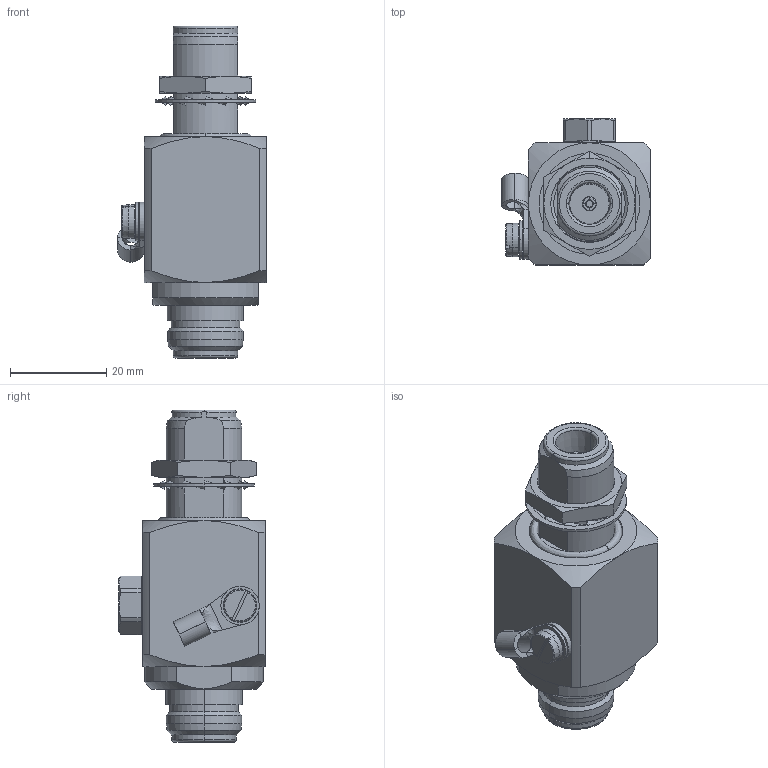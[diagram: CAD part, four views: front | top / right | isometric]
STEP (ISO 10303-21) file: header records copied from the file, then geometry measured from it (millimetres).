
FILE_DESCRIPTION (( 'STEP AP214' ), '1' );
FILE_NAME ('J01028C0045.STEP', '2018-11-19T13:14:50', ( '' ), ( '' ), 'SwSTEP 2.0', 'SolidWorks 2017', '' );
FILE_SCHEMA (( 'AUTOMOTIVE_DESIGN' ));
Length unit declared in the file: millimetre
Products named in the file (1): J01028C0045
Bounding box: 31 x 30.4 x 69.1 mm (x, y, z)
Volume: 27283.1 mm3; surface area: 9711.9 mm2
Topology: 5 solids, 8 shells, 399 faces, 1024 edges, 659 vertices
Faces by surface type: plane 120, cylinder 109, cone 84, bspline 74, torus 12
Full cylindrical faces by diameter (mm): 3.6 x2
Entity records: 17976 total; most frequent: CARTESIAN_POINT 4642, ORIENTED_EDGE 2052, DIRECTION 1634, EDGE_CURVE 1026, VERTEX_POINT 661, AXIS2_PLACEMENT_3D 614, EDGE_LOOP 429, VECTOR 406
